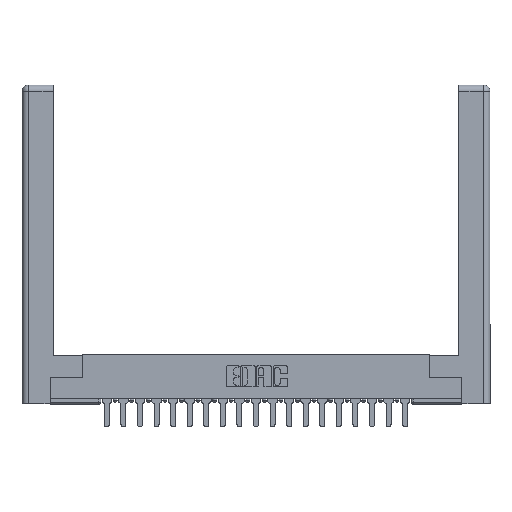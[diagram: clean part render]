
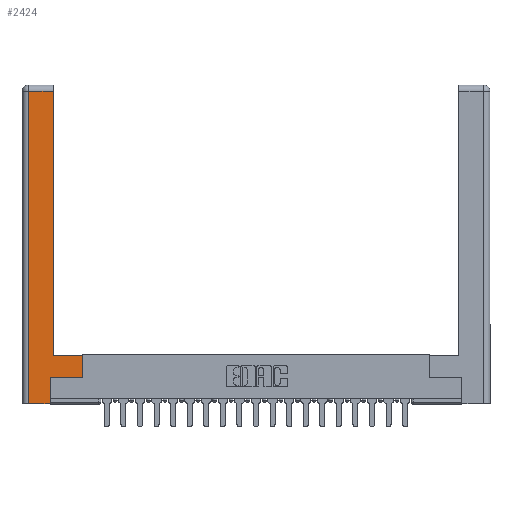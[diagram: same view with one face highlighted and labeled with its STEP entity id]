
A CAD part, top view. The second image highlights one B-rep face of the part: STEP entity #2424.
In plain terms, the highlighted planar face has unit normal (0, 0, 1).
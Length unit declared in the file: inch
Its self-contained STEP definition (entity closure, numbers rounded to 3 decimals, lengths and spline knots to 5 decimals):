
#144 = VERTEX_POINT ( 'NONE', #3515 ) ;
#156 = DIRECTION ( 'NONE',  ( 1., 0., 0. ) ) ;
#640 = ORIENTED_EDGE ( 'NONE', *, *, #2256, .T. ) ;
#893 = DIRECTION ( 'NONE',  ( 1., 0., 0. ) ) ;
#1533 = CARTESIAN_POINT ( 'NONE',  ( 0.0615, 0., 0. ) ) ;
#1674 = ORIENTED_EDGE ( 'NONE', *, *, #8672, .T. ) ;
#1696 = VECTOR ( 'NONE', #156, 39.37008 ) ;
#2097 = EDGE_LOOP ( 'NONE', ( #4453, #12292, #9631, #1674, #5604, #6101, #9169, #640 ) ) ;
#2106 = DIRECTION ( 'NONE',  ( 0., 0., -1. ) ) ;
#2229 = EDGE_CURVE ( 'NONE', #13050, #3738, #15231, .T. ) ;
#2256 = EDGE_CURVE ( 'NONE', #144, #18010, #10025, .T. ) ;
#2424 = ADVANCED_FACE ( 'NONE', ( #15451 ), #7184, .F. ) ;
#2571 = VECTOR ( 'NONE', #11672, 39.37008 ) ;
#3323 = CARTESIAN_POINT ( 'NONE',  ( 0.265, 0., 0. ) ) ;
#3502 = LINE ( 'NONE', #20355, #19243 ) ;
#3515 = CARTESIAN_POINT ( 'NONE',  ( 0.565, 0.45, 0. ) ) ;
#3738 = VERTEX_POINT ( 'NONE', #11925 ) ;
#4125 = LINE ( 'NONE', #12612, #9650 ) ;
#4453 = ORIENTED_EDGE ( 'NONE', *, *, #9574, .T. ) ;
#4565 = LINE ( 'NONE', #11473, #16222 ) ;
#5498 = DIRECTION ( 'NONE',  ( -1., 0., 0. ) ) ;
#5604 = ORIENTED_EDGE ( 'NONE', *, *, #14694, .T. ) ;
#6101 = ORIENTED_EDGE ( 'NONE', *, *, #9427, .T. ) ;
#6306 = DIRECTION ( 'NONE',  ( 0., -1., 0. ) ) ;
#7050 = VERTEX_POINT ( 'NONE', #22157 ) ;
#7184 = PLANE ( 'NONE',  #7383 ) ;
#7383 = AXIS2_PLACEMENT_3D ( 'NONE', #20970, #2106, #5498 ) ;
#7694 = LINE ( 'NONE', #10845, #12155 ) ;
#8672 = EDGE_CURVE ( 'NONE', #3738, #21223, #7694, .T. ) ;
#8950 = CARTESIAN_POINT ( 'NONE',  ( 0.0615, 2.94, 0. ) ) ;
#9169 = ORIENTED_EDGE ( 'NONE', *, *, #22031, .T. ) ;
#9427 = EDGE_CURVE ( 'NONE', #11497, #7050, #15443, .T. ) ;
#9574 = EDGE_CURVE ( 'NONE', #18010, #20088, #4125, .T. ) ;
#9631 = ORIENTED_EDGE ( 'NONE', *, *, #2229, .T. ) ;
#9650 = VECTOR ( 'NONE', #14316, 39.37008 ) ;
#10025 = LINE ( 'NONE', #15125, #17036 ) ;
#10132 = DIRECTION ( 'NONE',  ( -1., 0., 0. ) ) ;
#10170 = DIRECTION ( 'NONE',  ( 0., 1., 0. ) ) ;
#10845 = CARTESIAN_POINT ( 'NONE',  ( 0.265, 0., 0. ) ) ;
#11473 = CARTESIAN_POINT ( 'NONE',  ( 0.0615, 2.94, 0. ) ) ;
#11497 = VERTEX_POINT ( 'NONE', #18151 ) ;
#11672 = DIRECTION ( 'NONE',  ( 0., 1., 0. ) ) ;
#11886 = LINE ( 'NONE', #15502, #2571 ) ;
#11925 = CARTESIAN_POINT ( 'NONE',  ( 0.0615, 0., 0. ) ) ;
#11987 = VECTOR ( 'NONE', #6306, 39.37008 ) ;
#12155 = VECTOR ( 'NONE', #893, 39.37008 ) ;
#12282 = CARTESIAN_POINT ( 'NONE',  ( 0.565, 0.245, 0. ) ) ;
#12292 = ORIENTED_EDGE ( 'NONE', *, *, #12866, .T. ) ;
#12612 = CARTESIAN_POINT ( 'NONE',  ( 0.295, 3., 0. ) ) ;
#12866 = EDGE_CURVE ( 'NONE', #20088, #13050, #4565, .T. ) ;
#13050 = VERTEX_POINT ( 'NONE', #8950 ) ;
#13140 = CARTESIAN_POINT ( 'NONE',  ( 0.295, 0.45, 0. ) ) ;
#14316 = DIRECTION ( 'NONE',  ( 0., 1., 0. ) ) ;
#14694 = EDGE_CURVE ( 'NONE', #21223, #11497, #11886, .T. ) ;
#15125 = CARTESIAN_POINT ( 'NONE',  ( 0.295, 0.45, 0. ) ) ;
#15231 = LINE ( 'NONE', #1533, #11987 ) ;
#15443 = LINE ( 'NONE', #12282, #1696 ) ;
#15451 = FACE_OUTER_BOUND ( 'NONE', #2097, .T. ) ;
#15502 = CARTESIAN_POINT ( 'NONE',  ( 0.265, 0.245, 0. ) ) ;
#16222 = VECTOR ( 'NONE', #20180, 39.37008 ) ;
#17036 = VECTOR ( 'NONE', #10132, 39.37008 ) ;
#18010 = VERTEX_POINT ( 'NONE', #13140 ) ;
#18151 = CARTESIAN_POINT ( 'NONE',  ( 0.265, 0.245, 0. ) ) ;
#19243 = VECTOR ( 'NONE', #10170, 39.37008 ) ;
#20088 = VERTEX_POINT ( 'NONE', #20832 ) ;
#20180 = DIRECTION ( 'NONE',  ( -1., 0., 0. ) ) ;
#20355 = CARTESIAN_POINT ( 'NONE',  ( 0.565, 0.45, 0. ) ) ;
#20832 = CARTESIAN_POINT ( 'NONE',  ( 0.295, 2.94, 0. ) ) ;
#20970 = CARTESIAN_POINT ( 'NONE',  ( 0., 0., 0. ) ) ;
#21223 = VERTEX_POINT ( 'NONE', #3323 ) ;
#22031 = EDGE_CURVE ( 'NONE', #7050, #144, #3502, .T. ) ;
#22157 = CARTESIAN_POINT ( 'NONE',  ( 0.565, 0.245, 0. ) ) ;
